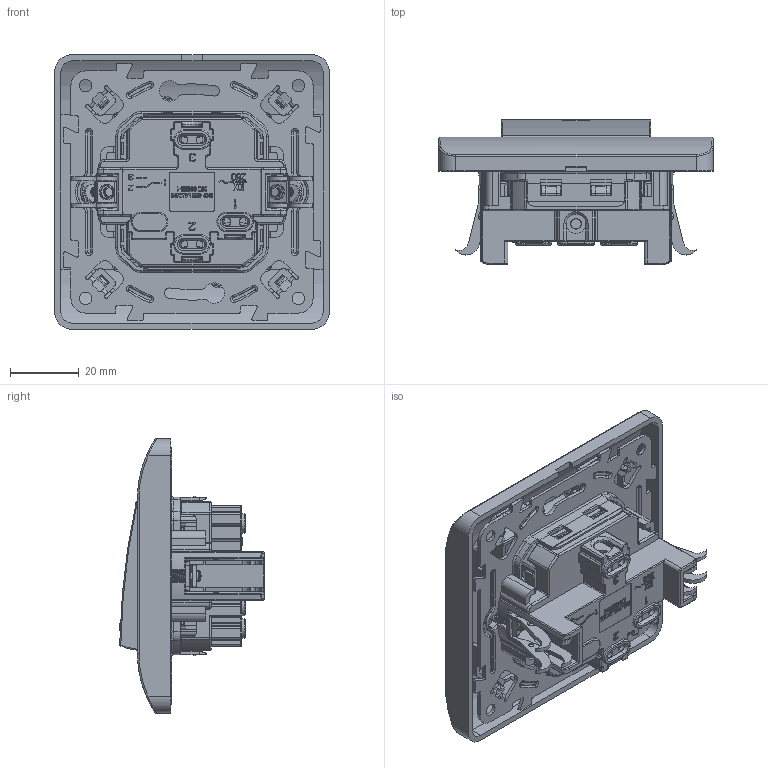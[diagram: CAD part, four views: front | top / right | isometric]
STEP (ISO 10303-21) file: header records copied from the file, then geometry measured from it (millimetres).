
FILE_DESCRIPTION((''),'2;1');
FILE_NAME('ASM0050_ASM','2023-12-28T',('wznwsJS'),(''),'PRO/ENGINEER BY PARAMETRIC TECHNOLOGY CORPORATION, 2008380','PRO/ENGINEER BY PARAMETRIC TECHNOLOGY CORPORATION, 2008380','');
FILE_SCHEMA(('CONFIG_CONTROL_DESIGN'));
Length unit declared in the file: millimetre
Products named in the file (31): PRT0122; PRT0123; ASM0056_ASM; PRT0124; PRT0125; PRT0126; PRT0127; PRT0128; ASM0057_ASM; PRT0129; PRT0130; PRT0131; ASM0058_ASM; PRT0132; PRT0133; ASM0059_ASM; PRT0134; PRT0135; PRT0136; PRT0137; PRT0138; PRT0139; ASM0055_ASM; PRT0140; PRT0141; PRT0160; ASM0054_ASM; ASM0053_ASM; ASM0052_ASM; ASM0051_ASM; ASM0050_ASM
Assembly tree (36 placements, depth 8):
  ASM0050_ASM
    ASM0051_ASM
      ASM0052_ASM
        ASM0053_ASM
          ASM0054_ASM
            ASM0055_ASM
              ASM0056_ASM
                PRT0122
                PRT0123
              PRT0124
              ASM0057_ASM  x2
                PRT0125
                PRT0126
                PRT0127
                PRT0128
              ASM0058_ASM
                PRT0129
                PRT0130
                PRT0131
              ASM0059_ASM
                PRT0132
                PRT0133  x2
              PRT0134
              PRT0135
              PRT0136
              PRT0137
              PRT0138  x4
              PRT0139  x2
            PRT0140
            PRT0141
            PRT0160
Bounding box: 80 x 42.12 x 80 mm (x, y, z)
Volume: 39885.9 mm3; surface area: 59117.8 mm2
Topology: 27 solids, 29 shells, 4177 faces, 11627 edges, 7573 vertices
Faces by surface type: plane 2438, cylinder 1167, torus 257, bspline 174, cone 65, extrusion 42, sphere 34
Entity records: 135470 total; most frequent: CARTESIAN_POINT 36720, ORIENTED_EDGE 21134, DIRECTION 20063, EDGE_CURVE 10567, VECTOR 6979, LINE 6937, VERTEX_POINT 6894, AXIS2_PLACEMENT_3D 6542
